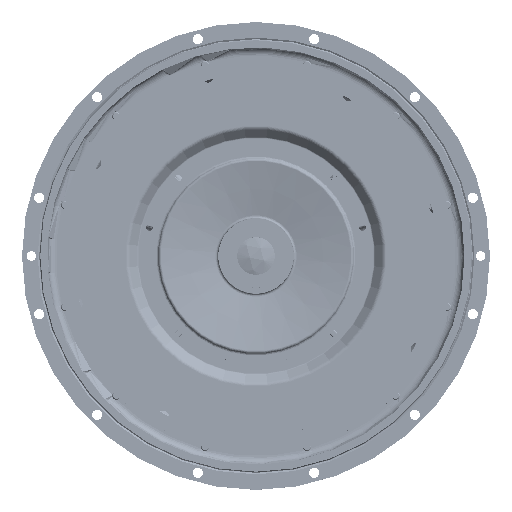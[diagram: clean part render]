
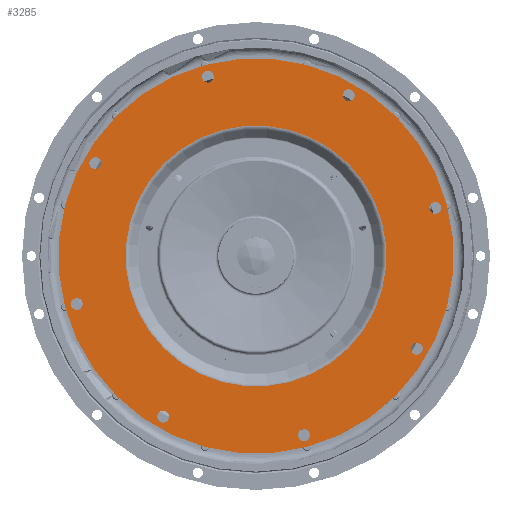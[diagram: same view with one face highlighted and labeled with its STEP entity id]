
A CAD part, top view. The second image highlights one B-rep face of the part: STEP entity #3285.
In plain terms, the highlighted planar face has unit normal (0, 0, 1).
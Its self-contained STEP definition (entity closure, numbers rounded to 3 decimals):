
#3285 = ADVANCED_FACE ( 'NONE', ( #73626, #21987, #137262, #222334, #170539, #119046, #67487, #15947, #216280, #164480 ), #238795, .F. ) ;
#3593 = AXIS2_PLACEMENT_3D ( 'NONE', #226891, #110632, #246317 ) ;
#3726 = EDGE_LOOP ( 'NONE', ( #20320 ) ) ;
#7336 = DIRECTION ( 'NONE',  ( 0., 0., -1. ) ) ;
#7735 = CARTESIAN_POINT ( 'NONE',  ( -218.396, -58.519, 39.624 ) ) ;
#12902 = EDGE_LOOP ( 'NONE', ( #51498 ) ) ;
#13024 = VERTEX_POINT ( 'NONE', #109955 ) ;
#14416 = CARTESIAN_POINT ( 'NONE',  ( -148.738, -39.854, 39.624 ) ) ;
#15072 = EDGE_LOOP ( 'NONE', ( #114563 ) ) ;
#15947 = FACE_BOUND ( 'NONE', #219029, .T. ) ;
#17949 = AXIS2_PLACEMENT_3D ( 'NONE', #229000, #112756, #248457 ) ;
#18291 = DIRECTION ( 'NONE',  ( -0.966, -0.259, 0. ) ) ;
#20320 = ORIENTED_EDGE ( 'NONE', *, *, #59616, .T. ) ;
#21987 = FACE_BOUND ( 'NONE', #12902, .T. ) ;
#29743 = VERTEX_POINT ( 'NONE', #160250 ) ;
#30647 = EDGE_LOOP ( 'NONE', ( #144130 ) ) ;
#32124 = EDGE_CURVE ( 'NONE', #250408, #250408, #184675, .T. ) ;
#36081 = CIRCLE ( 'NONE', #100186, 7. ) ;
#46458 = VERTEX_POINT ( 'NONE', #66800 ) ;
#48205 = AXIS2_PLACEMENT_3D ( 'NONE', #53092, #188636, #72630 ) ;
#51498 = ORIENTED_EDGE ( 'NONE', *, *, #195353, .T. ) ;
#52994 = CIRCLE ( 'NONE', #48205, 153.985 ) ;
#53092 = CARTESIAN_POINT ( 'NONE',  ( 0., 0., 39.624 ) ) ;
#59616 = EDGE_CURVE ( 'NONE', #46458, #46458, #145643, .T. ) ;
#60693 = EDGE_LOOP ( 'NONE', ( #69748 ) ) ;
#62218 = DIRECTION ( 'NONE',  ( 0., 0., -1. ) ) ;
#63015 = AXIS2_PLACEMENT_3D ( 'NONE', #114736, #250485, #134210 ) ;
#63178 = CARTESIAN_POINT ( 'NONE',  ( -189.746, 109.55, 39.624 ) ) ;
#66800 = CARTESIAN_POINT ( 'NONE',  ( 49.946, -213.446, 39.624 ) ) ;
#67487 = FACE_BOUND ( 'NONE', #113292, .T. ) ;
#69748 = ORIENTED_EDGE ( 'NONE', *, *, #234526, .T. ) ;
#72630 = DIRECTION ( 'NONE',  ( -0.966, -0.259, 0. ) ) ;
#72902 = VERTEX_POINT ( 'NONE', #89334 ) ;
#73626 = FACE_BOUND ( 'NONE', #60693, .T. ) ;
#76631 = EDGE_LOOP ( 'NONE', ( #104916 ) ) ;
#78330 = EDGE_CURVE ( 'NONE', #13024, #13024, #229487, .T. ) ;
#82631 = DIRECTION ( 'NONE',  ( -0.966, -0.259, 0. ) ) ;
#88159 = CARTESIAN_POINT ( 'NONE',  ( -56.707, 211.634, 39.624 ) ) ;
#89334 = CARTESIAN_POINT ( 'NONE',  ( 182.985, -111.362, 39.624 ) ) ;
#89766 = ORIENTED_EDGE ( 'NONE', *, *, #78330, .T. ) ;
#99787 = DIRECTION ( 'NONE',  ( 0., 0., -1. ) ) ;
#100186 = AXIS2_PLACEMENT_3D ( 'NONE', #224188, #107954, #243637 ) ;
#104916 = ORIENTED_EDGE ( 'NONE', *, *, #145100, .T. ) ;
#107688 = DIRECTION ( 'NONE',  ( -0.966, -0.259, 0. ) ) ;
#107954 = DIRECTION ( 'NONE',  ( 0., 0., -1. ) ) ;
#109955 = CARTESIAN_POINT ( 'NONE',  ( -196.508, 107.738, 39.624 ) ) ;
#110632 = DIRECTION ( 'NONE',  ( 0., 0., -1. ) ) ;
#111315 = VERTEX_POINT ( 'NONE', #14416 ) ;
#112756 = DIRECTION ( 'NONE',  ( 0., 0., -1. ) ) ;
#113292 = EDGE_LOOP ( 'NONE', ( #89766 ) ) ;
#114563 = ORIENTED_EDGE ( 'NONE', *, *, #184530, .T. ) ;
#114736 = CARTESIAN_POINT ( 'NONE',  ( 56.707, -211.634, 39.624 ) ) ;
#119046 = FACE_BOUND ( 'NONE', #120378, .T. ) ;
#120378 = EDGE_LOOP ( 'NONE', ( #170070 ) ) ;
#121277 = CARTESIAN_POINT ( 'NONE',  ( -225.389, -60.393, 39.624 ) ) ;
#123333 = CARTESIAN_POINT ( 'NONE',  ( -39.211, 146.338, 39.624 ) ) ;
#123599 = EDGE_LOOP ( 'NONE', ( #248633 ) ) ;
#126844 = EDGE_CURVE ( 'NONE', #221860, #221860, #156766, .T. ) ;
#129947 = VERTEX_POINT ( 'NONE', #138289 ) ;
#134210 = DIRECTION ( 'NONE',  ( -0.966, -0.259, 0. ) ) ;
#134406 = DIRECTION ( 'NONE',  ( 0., 0., -1. ) ) ;
#137262 = FACE_BOUND ( 'NONE', #76631, .T. ) ;
#138289 = CARTESIAN_POINT ( 'NONE',  ( 102.789, 187.934, 39.624 ) ) ;
#139741 = CIRCLE ( 'NONE', #157719, 7. ) ;
#142196 = AXIS2_PLACEMENT_3D ( 'NONE', #88159, #223938, #107688 ) ;
#142844 = DIRECTION ( 'NONE',  ( -0.966, -0.259, 0. ) ) ;
#143491 = AXIS2_PLACEMENT_3D ( 'NONE', #216022, #99787, #235465 ) ;
#144130 = ORIENTED_EDGE ( 'NONE', *, *, #194199, .F. ) ;
#144454 = AXIS2_PLACEMENT_3D ( 'NONE', #63178, #198663, #82631 ) ;
#145100 = EDGE_CURVE ( 'NONE', #72902, #72902, #203121, .T. ) ;
#145643 = CIRCLE ( 'NONE', #63015, 7. ) ;
#156602 = AXIS2_PLACEMENT_3D ( 'NONE', #123333, #7336, #142844 ) ;
#156766 = CIRCLE ( 'NONE', #142196, 7. ) ;
#157719 = AXIS2_PLACEMENT_3D ( 'NONE', #250683, #134406, #18291 ) ;
#160250 = CARTESIAN_POINT ( 'NONE',  ( 204.873, 54.896, 39.624 ) ) ;
#164480 = FACE_OUTER_BOUND ( 'NONE', #30647, .T. ) ;
#170070 = ORIENTED_EDGE ( 'NONE', *, *, #204499, .T. ) ;
#170539 = FACE_BOUND ( 'NONE', #123599, .T. ) ;
#178212 = CARTESIAN_POINT ( 'NONE',  ( 189.746, -109.55, 39.624 ) ) ;
#180849 = CARTESIAN_POINT ( 'NONE',  ( -63.469, 209.823, 39.624 ) ) ;
#184530 = EDGE_CURVE ( 'NONE', #129947, #129947, #36081, .T. ) ;
#184675 = CIRCLE ( 'NONE', #17949, 7. ) ;
#187315 = VERTEX_POINT ( 'NONE', #7735 ) ;
#188636 = DIRECTION ( 'NONE',  ( 0., 0., -1. ) ) ;
#191174 = AXIS2_PLACEMENT_3D ( 'NONE', #178212, #62218, #197678 ) ;
#194199 = EDGE_CURVE ( 'NONE', #236184, #236184, #229080, .T. ) ;
#195353 = EDGE_CURVE ( 'NONE', #29743, #29743, #231566, .T. ) ;
#197678 = DIRECTION ( 'NONE',  ( -0.966, -0.259, 0. ) ) ;
#198663 = DIRECTION ( 'NONE',  ( 0., 0., -1. ) ) ;
#203121 = CIRCLE ( 'NONE', #191174, 7. ) ;
#204499 = EDGE_CURVE ( 'NONE', #187315, #187315, #139741, .T. ) ;
#209014 = ORIENTED_EDGE ( 'NONE', *, *, #126844, .T. ) ;
#216022 = CARTESIAN_POINT ( 'NONE',  ( 211.634, 56.707, 39.624 ) ) ;
#216280 = FACE_BOUND ( 'NONE', #15072, .T. ) ;
#219029 = EDGE_LOOP ( 'NONE', ( #209014 ) ) ;
#221860 = VERTEX_POINT ( 'NONE', #180849 ) ;
#222334 = FACE_BOUND ( 'NONE', #3726, .T. ) ;
#223938 = DIRECTION ( 'NONE',  ( 0., 0., -1. ) ) ;
#224188 = CARTESIAN_POINT ( 'NONE',  ( 109.55, 189.746, 39.624 ) ) ;
#226891 = CARTESIAN_POINT ( 'NONE',  ( 0., 0., 39.624 ) ) ;
#229000 = CARTESIAN_POINT ( 'NONE',  ( -109.55, -189.746, 39.624 ) ) ;
#229080 = CIRCLE ( 'NONE', #3593, 233.34 ) ;
#229487 = CIRCLE ( 'NONE', #144454, 7. ) ;
#231566 = CIRCLE ( 'NONE', #143491, 7. ) ;
#234526 = EDGE_CURVE ( 'NONE', #111315, #111315, #52994, .T. ) ;
#235465 = DIRECTION ( 'NONE',  ( -0.966, -0.259, 0. ) ) ;
#236184 = VERTEX_POINT ( 'NONE', #121277 ) ;
#238795 = PLANE ( 'NONE',  #156602 ) ;
#243637 = DIRECTION ( 'NONE',  ( -0.966, -0.259, 0. ) ) ;
#246317 = DIRECTION ( 'NONE',  ( -0.966, -0.259, 0. ) ) ;
#248457 = DIRECTION ( 'NONE',  ( -0.966, -0.259, 0. ) ) ;
#248633 = ORIENTED_EDGE ( 'NONE', *, *, #32124, .T. ) ;
#250408 = VERTEX_POINT ( 'NONE', #250996 ) ;
#250485 = DIRECTION ( 'NONE',  ( 0., 0., -1. ) ) ;
#250683 = CARTESIAN_POINT ( 'NONE',  ( -211.634, -56.707, 39.624 ) ) ;
#250996 = CARTESIAN_POINT ( 'NONE',  ( -116.311, -191.558, 39.624 ) ) ;
